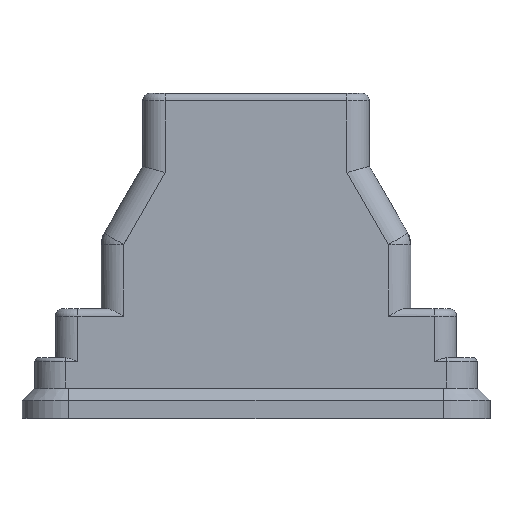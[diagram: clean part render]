
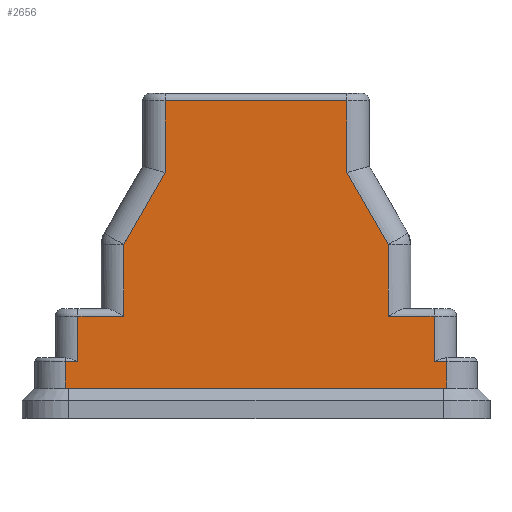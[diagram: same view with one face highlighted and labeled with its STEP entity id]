
A CAD part, top view. The second image highlights one B-rep face of the part: STEP entity #2656.
In plain terms, the highlighted planar face has unit normal (0, 0, 1).
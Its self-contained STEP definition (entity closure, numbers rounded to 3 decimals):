
#113=PLANE('',#2912);
#219=FACE_OUTER_BOUND('',#388,.T.);
#388=EDGE_LOOP('',(#2097,#2098,#2099,#2100,#2101,#2102,#2103,#2104,#2105,
#2106,#2107,#2108,#2109,#2110,#2111,#2112));
#596=LINE('',#4536,#813);
#598=LINE('',#4540,#815);
#600=LINE('',#4559,#817);
#601=LINE('',#4561,#818);
#602=LINE('',#4563,#819);
#603=LINE('',#4565,#820);
#604=LINE('',#4567,#821);
#605=LINE('',#4569,#822);
#606=LINE('',#4571,#823);
#607=LINE('',#4573,#824);
#608=LINE('',#4575,#825);
#609=LINE('',#4577,#826);
#610=LINE('',#4579,#827);
#611=LINE('',#4581,#828);
#612=LINE('',#4583,#829);
#613=LINE('',#4584,#830);
#813=VECTOR('',#3503,10.);
#815=VECTOR('',#3507,10.);
#817=VECTOR('',#3515,10.);
#818=VECTOR('',#3516,10.);
#819=VECTOR('',#3517,10.);
#820=VECTOR('',#3518,10.);
#821=VECTOR('',#3519,10.);
#822=VECTOR('',#3520,10.);
#823=VECTOR('',#3521,10.);
#824=VECTOR('',#3522,10.);
#825=VECTOR('',#3523,10.);
#826=VECTOR('',#3524,10.);
#827=VECTOR('',#3525,10.);
#828=VECTOR('',#3526,10.);
#829=VECTOR('',#3527,10.);
#830=VECTOR('',#3528,10.);
#1202=VERTEX_POINT('',#4514);
#1205=VERTEX_POINT('',#4529);
#1206=VERTEX_POINT('',#4539);
#1210=VERTEX_POINT('',#4558);
#1211=VERTEX_POINT('',#4560);
#1212=VERTEX_POINT('',#4562);
#1213=VERTEX_POINT('',#4564);
#1214=VERTEX_POINT('',#4566);
#1215=VERTEX_POINT('',#4568);
#1216=VERTEX_POINT('',#4570);
#1217=VERTEX_POINT('',#4572);
#1218=VERTEX_POINT('',#4574);
#1219=VERTEX_POINT('',#4576);
#1220=VERTEX_POINT('',#4578);
#1221=VERTEX_POINT('',#4580);
#1222=VERTEX_POINT('',#4582);
#1518=EDGE_CURVE('',#1205,#1202,#596,.T.);
#1520=EDGE_CURVE('',#1202,#1206,#598,.T.);
#1525=EDGE_CURVE('',#1210,#1205,#600,.T.);
#1526=EDGE_CURVE('',#1211,#1210,#601,.T.);
#1527=EDGE_CURVE('',#1212,#1211,#602,.T.);
#1528=EDGE_CURVE('',#1213,#1212,#603,.T.);
#1529=EDGE_CURVE('',#1214,#1213,#604,.T.);
#1530=EDGE_CURVE('',#1215,#1214,#605,.T.);
#1531=EDGE_CURVE('',#1216,#1215,#606,.T.);
#1532=EDGE_CURVE('',#1217,#1216,#607,.T.);
#1533=EDGE_CURVE('',#1218,#1217,#608,.T.);
#1534=EDGE_CURVE('',#1219,#1218,#609,.T.);
#1535=EDGE_CURVE('',#1220,#1219,#610,.T.);
#1536=EDGE_CURVE('',#1221,#1220,#611,.T.);
#1537=EDGE_CURVE('',#1222,#1221,#612,.T.);
#1538=EDGE_CURVE('',#1206,#1222,#613,.T.);
#2097=ORIENTED_EDGE('',*,*,#1518,.F.);
#2098=ORIENTED_EDGE('',*,*,#1525,.F.);
#2099=ORIENTED_EDGE('',*,*,#1526,.F.);
#2100=ORIENTED_EDGE('',*,*,#1527,.F.);
#2101=ORIENTED_EDGE('',*,*,#1528,.F.);
#2102=ORIENTED_EDGE('',*,*,#1529,.F.);
#2103=ORIENTED_EDGE('',*,*,#1530,.F.);
#2104=ORIENTED_EDGE('',*,*,#1531,.F.);
#2105=ORIENTED_EDGE('',*,*,#1532,.F.);
#2106=ORIENTED_EDGE('',*,*,#1533,.F.);
#2107=ORIENTED_EDGE('',*,*,#1534,.F.);
#2108=ORIENTED_EDGE('',*,*,#1535,.F.);
#2109=ORIENTED_EDGE('',*,*,#1536,.F.);
#2110=ORIENTED_EDGE('',*,*,#1537,.F.);
#2111=ORIENTED_EDGE('',*,*,#1538,.F.);
#2112=ORIENTED_EDGE('',*,*,#1520,.F.);
#2656=ADVANCED_FACE('',(#219),#113,.T.);
#2912=AXIS2_PLACEMENT_3D('',#4557,#3513,#3514);
#3503=DIRECTION('',(1.,0.,0.));
#3507=DIRECTION('',(0.,-1.,0.));
#3513=DIRECTION('center_axis',(0.,0.,1.));
#3514=DIRECTION('ref_axis',(1.,0.,0.));
#3515=DIRECTION('',(0.,-1.,0.));
#3516=DIRECTION('',(1.,0.,0.));
#3517=DIRECTION('',(0.,-1.,0.));
#3518=DIRECTION('',(0.5,-0.866,0.));
#3519=DIRECTION('',(0.,-1.,0.));
#3520=DIRECTION('',(1.,0.,0.));
#3521=DIRECTION('',(0.,1.,0.));
#3522=DIRECTION('',(0.5,0.866,0.));
#3523=DIRECTION('',(0.,1.,0.));
#3524=DIRECTION('',(1.,0.,0.));
#3525=DIRECTION('',(0.,1.,0.));
#3526=DIRECTION('',(1.,0.,0.));
#3527=DIRECTION('',(0.,1.,0.));
#3528=DIRECTION('',(-1.,0.,0.));
#4514=CARTESIAN_POINT('',(25.25,3.5,26.));
#4529=CARTESIAN_POINT('',(23.55,3.5,26.));
#4536=CARTESIAN_POINT('',(13.275,3.5,26.));
#4539=CARTESIAN_POINT('',(25.25,0.,26.));
#4540=CARTESIAN_POINT('',(25.25,9.788,26.));
#4557=CARTESIAN_POINT('Origin',(0.,15.577,26.));
#4558=CARTESIAN_POINT('',(23.55,9.5,26.));
#4559=CARTESIAN_POINT('',(23.55,13.038,26.));
#4560=CARTESIAN_POINT('',(17.5,9.5,26.));
#4561=CARTESIAN_POINT('',(10.25,9.5,26.));
#4562=CARTESIAN_POINT('',(17.5,18.996,26.));
#4563=CARTESIAN_POINT('',(17.5,17.688,26.));
#4564=CARTESIAN_POINT('',(12.,28.522,26.));
#4565=CARTESIAN_POINT('',(13.504,25.918,26.));
#4566=CARTESIAN_POINT('',(12.,38.,26.));
#4567=CARTESIAN_POINT('',(12.,27.288,26.));
#4568=CARTESIAN_POINT('',(-12.,38.,26.));
#4569=CARTESIAN_POINT('',(-7.5,38.,26.));
#4570=CARTESIAN_POINT('',(-12.,28.522,26.));
#4571=CARTESIAN_POINT('',(-12.,22.452,26.));
#4572=CARTESIAN_POINT('',(-17.5,18.996,26.));
#4573=CARTESIAN_POINT('',(-16.254,21.155,26.));
#4574=CARTESIAN_POINT('',(-17.5,9.5,26.));
#4575=CARTESIAN_POINT('',(-17.5,13.038,26.));
#4576=CARTESIAN_POINT('',(-23.55,9.5,26.));
#4577=CARTESIAN_POINT('',(-13.275,9.5,26.));
#4578=CARTESIAN_POINT('',(-23.55,3.5,26.));
#4579=CARTESIAN_POINT('',(-23.55,9.788,26.));
#4580=CARTESIAN_POINT('',(-25.25,3.5,26.));
#4581=CARTESIAN_POINT('',(-14.625,3.5,26.));
#4582=CARTESIAN_POINT('',(-25.25,0.,26.));
#4583=CARTESIAN_POINT('',(-25.25,7.788,26.));
#4584=CARTESIAN_POINT('',(-29.25,0.,26.));
